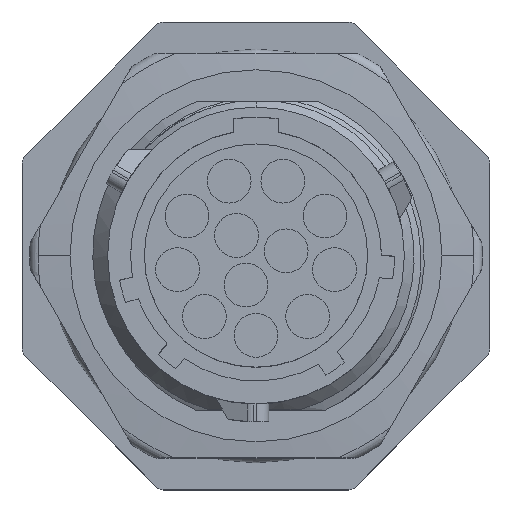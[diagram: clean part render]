
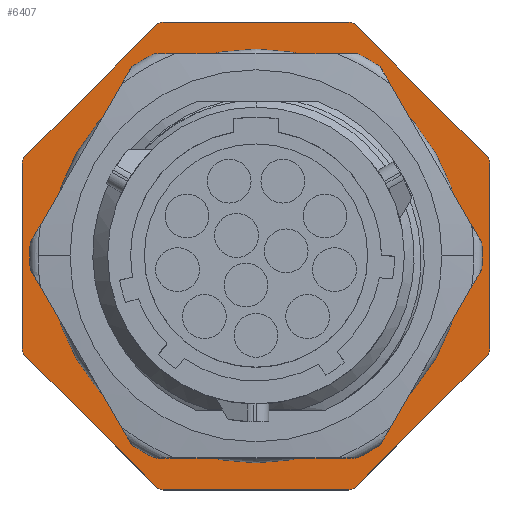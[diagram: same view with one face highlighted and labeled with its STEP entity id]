
A CAD part, top view. The second image highlights one B-rep face of the part: STEP entity #6407.
In plain terms, the highlighted planar face has unit normal (0, 0, 1).
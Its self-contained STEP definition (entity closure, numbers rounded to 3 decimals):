
#1218=CARTESIAN_POINT('',(6.917,16.7,1.7));
#1219=DIRECTION('',(0.,0.,1.));
#1220=DIRECTION('',(0.707,0.707,0.));
#1221=AXIS2_PLACEMENT_3D('',#1218,#1219,#1220);
#1236=CARTESIAN_POINT('',(16.7,6.917,1.7));
#1237=DIRECTION('',(0.,0.,1.));
#1238=DIRECTION('',(1.,0.,0.));
#1239=AXIS2_PLACEMENT_3D('',#1236,#1237,#1238);
#1254=CARTESIAN_POINT('',(16.7,-6.917,1.7));
#1255=DIRECTION('',(0.,0.,1.));
#1256=DIRECTION('',(0.707,-0.707,0.));
#1257=AXIS2_PLACEMENT_3D('',#1254,#1255,#1256);
#1272=CARTESIAN_POINT('',(6.917,-16.7,1.7));
#1273=DIRECTION('',(0.,0.,1.));
#1274=DIRECTION('',(0.,-1.,0.));
#1275=AXIS2_PLACEMENT_3D('',#1272,#1273,#1274);
#1290=CARTESIAN_POINT('',(-6.917,-16.7,1.7));
#1291=DIRECTION('',(0.,0.,1.));
#1292=DIRECTION('',(-0.707,-0.707,0.));
#1293=AXIS2_PLACEMENT_3D('',#1290,#1291,#1292);
#1308=CARTESIAN_POINT('',(-16.7,-6.917,1.7));
#1309=DIRECTION('',(0.,0.,1.));
#1310=DIRECTION('',(-1.,0.,0.));
#1311=AXIS2_PLACEMENT_3D('',#1308,#1309,#1310);
#1326=CARTESIAN_POINT('',(-16.7,6.917,1.7));
#1327=DIRECTION('',(0.,0.,1.));
#1328=DIRECTION('',(-0.707,0.707,0.));
#1329=AXIS2_PLACEMENT_3D('',#1326,#1327,#1328);
#1344=CARTESIAN_POINT('',(-6.917,16.7,1.7));
#1345=DIRECTION('',(0.,0.,1.));
#1346=DIRECTION('',(0.,1.,0.));
#1347=AXIS2_PLACEMENT_3D('',#1344,#1345,#1346);
#1358=DIRECTION('',(0.707,-0.707,0.));
#1359=VECTOR('',#1358,13.835);
#1360=CARTESIAN_POINT('',(7.448,17.23,1.7));
#1361=LINE('',#1360,#1359);
#1362=DIRECTION('',(0.,-1.,0.));
#1363=VECTOR('',#1362,13.835);
#1364=CARTESIAN_POINT('',(17.45,6.917,1.7));
#1365=LINE('',#1364,#1363);
#1366=DIRECTION('',(-0.707,-0.707,0.));
#1367=VECTOR('',#1366,13.835);
#1368=CARTESIAN_POINT('',(17.23,-7.448,1.7));
#1369=LINE('',#1368,#1367);
#1370=DIRECTION('',(-1.,0.,0.));
#1371=VECTOR('',#1370,13.835);
#1372=CARTESIAN_POINT('',(6.917,-17.45,1.7));
#1373=LINE('',#1372,#1371);
#1374=DIRECTION('',(-0.707,0.707,0.));
#1375=VECTOR('',#1374,13.835);
#1376=CARTESIAN_POINT('',(-7.448,-17.23,1.7));
#1377=LINE('',#1376,#1375);
#1378=DIRECTION('',(0.,1.,0.));
#1379=VECTOR('',#1378,13.835);
#1380=CARTESIAN_POINT('',(-17.45,-6.917,1.7));
#1381=LINE('',#1380,#1379);
#1382=DIRECTION('',(0.707,0.707,0.));
#1383=VECTOR('',#1382,13.835);
#1384=CARTESIAN_POINT('',(-17.23,7.448,1.7));
#1385=LINE('',#1384,#1383);
#1386=DIRECTION('',(1.,0.,0.));
#1387=VECTOR('',#1386,13.835);
#1388=CARTESIAN_POINT('',(-6.917,17.45,1.7));
#1389=LINE('',#1388,#1387);
#1390=CARTESIAN_POINT('',(0.,0.,1.7));
#1391=DIRECTION('',(0.,0.,1.));
#1392=DIRECTION('',(-1.,0.,0.));
#1393=AXIS2_PLACEMENT_3D('',#1390,#1391,#1392);
#1395=CARTESIAN_POINT('',(0.,0.,1.7));
#1396=DIRECTION('',(0.,0.,1.));
#1397=DIRECTION('',(1.,0.,0.));
#1398=AXIS2_PLACEMENT_3D('',#1395,#1396,#1397);
#4383=CARTESIAN_POINT('',(7.448,17.23,1.7));
#4385=VERTEX_POINT('',#4383);
#4386=CARTESIAN_POINT('',(6.917,17.45,1.7));
#4387=VERTEX_POINT('',#4386);
#4391=CARTESIAN_POINT('',(17.45,6.917,1.7));
#4393=VERTEX_POINT('',#4391);
#4394=CARTESIAN_POINT('',(17.23,7.448,1.7));
#4395=VERTEX_POINT('',#4394);
#4399=CARTESIAN_POINT('',(17.23,-7.448,1.7));
#4401=VERTEX_POINT('',#4399);
#4402=CARTESIAN_POINT('',(17.45,-6.917,1.7));
#4403=VERTEX_POINT('',#4402);
#4407=CARTESIAN_POINT('',(-6.917,17.45,1.7));
#4409=VERTEX_POINT('',#4407);
#4410=CARTESIAN_POINT('',(-7.448,17.23,1.7));
#4411=VERTEX_POINT('',#4410);
#4415=CARTESIAN_POINT('',(6.917,-17.45,1.7));
#4417=VERTEX_POINT('',#4415);
#4418=CARTESIAN_POINT('',(7.448,-17.23,1.7));
#4419=VERTEX_POINT('',#4418);
#4423=CARTESIAN_POINT('',(-7.448,-17.23,1.7));
#4425=VERTEX_POINT('',#4423);
#4426=CARTESIAN_POINT('',(-6.917,-17.45,1.7));
#4427=VERTEX_POINT('',#4426);
#4431=CARTESIAN_POINT('',(-17.45,-6.917,1.7));
#4433=VERTEX_POINT('',#4431);
#4434=CARTESIAN_POINT('',(-17.23,-7.448,1.7));
#4435=VERTEX_POINT('',#4434);
#4439=CARTESIAN_POINT('',(-17.23,7.448,1.7));
#4441=VERTEX_POINT('',#4439);
#4442=CARTESIAN_POINT('',(-17.45,6.917,1.7));
#4443=VERTEX_POINT('',#4442);
#4704=CARTESIAN_POINT('',(-14.955,0.,1.7));
#4705=CARTESIAN_POINT('',(14.955,0.,1.7));
#4706=VERTEX_POINT('',#4704);
#4707=VERTEX_POINT('',#4705);
#6378=CARTESIAN_POINT('',(0.,0.,1.7));
#6379=DIRECTION('',(0.,0.,-1.));
#6380=DIRECTION('',(0.,-1.,0.));
#6381=AXIS2_PLACEMENT_3D('',#6378,#6379,#6380);
#6382=PLANE('',#6381);
#6383=ORIENTED_EDGE('',*,*,#6161,.F.);
#6384=ORIENTED_EDGE('',*,*,#6178,.T.);
#6385=ORIENTED_EDGE('',*,*,#6190,.F.);
#6386=ORIENTED_EDGE('',*,*,#6206,.T.);
#6387=ORIENTED_EDGE('',*,*,#6218,.F.);
#6388=ORIENTED_EDGE('',*,*,#6234,.T.);
#6389=ORIENTED_EDGE('',*,*,#6246,.F.);
#6390=ORIENTED_EDGE('',*,*,#6262,.T.);
#6391=ORIENTED_EDGE('',*,*,#6274,.F.);
#6392=ORIENTED_EDGE('',*,*,#6290,.T.);
#6393=ORIENTED_EDGE('',*,*,#6302,.F.);
#6394=ORIENTED_EDGE('',*,*,#6318,.T.);
#6395=ORIENTED_EDGE('',*,*,#6330,.F.);
#6396=ORIENTED_EDGE('',*,*,#6344,.T.);
#6397=ORIENTED_EDGE('',*,*,#6358,.F.);
#6398=ORIENTED_EDGE('',*,*,#6371,.T.);
#6399=EDGE_LOOP('',(#6383,#6384,#6385,#6386,#6387,#6388,#6389,#6390,#6391,#6392,
#6393,#6394,#6395,#6396,#6397,#6398));
#6400=FACE_OUTER_BOUND('',#6399,.F.);
#6402=ORIENTED_EDGE('',*,*,#6401,.T.);
#6404=ORIENTED_EDGE('',*,*,#6403,.T.);
#6405=EDGE_LOOP('',(#6402,#6404));
#6406=FACE_BOUND('',#6405,.F.);
#6407=ADVANCED_FACE('',(#6400,#6406),#6382,.F.);
#1222=CIRCLE('',#1221,0.75);
#1240=CIRCLE('',#1239,0.75);
#1258=CIRCLE('',#1257,0.75);
#1276=CIRCLE('',#1275,0.75);
#1294=CIRCLE('',#1293,0.75);
#1312=CIRCLE('',#1311,0.75);
#1330=CIRCLE('',#1329,0.75);
#1348=CIRCLE('',#1347,0.75);
#1394=CIRCLE('',#1393,14.955);
#1399=CIRCLE('',#1398,14.955);
#6161=EDGE_CURVE('',#4385,#4387,#1222,.T.);
#6178=EDGE_CURVE('',#4385,#4395,#1361,.T.);
#6190=EDGE_CURVE('',#4393,#4395,#1240,.T.);
#6206=EDGE_CURVE('',#4393,#4403,#1365,.T.);
#6218=EDGE_CURVE('',#4401,#4403,#1258,.T.);
#6234=EDGE_CURVE('',#4401,#4419,#1369,.T.);
#6246=EDGE_CURVE('',#4417,#4419,#1276,.T.);
#6262=EDGE_CURVE('',#4417,#4427,#1373,.T.);
#6274=EDGE_CURVE('',#4425,#4427,#1294,.T.);
#6290=EDGE_CURVE('',#4425,#4435,#1377,.T.);
#6302=EDGE_CURVE('',#4433,#4435,#1312,.T.);
#6318=EDGE_CURVE('',#4433,#4443,#1381,.T.);
#6330=EDGE_CURVE('',#4441,#4443,#1330,.T.);
#6344=EDGE_CURVE('',#4441,#4411,#1385,.T.);
#6358=EDGE_CURVE('',#4409,#4411,#1348,.T.);
#6371=EDGE_CURVE('',#4409,#4387,#1389,.T.);
#6401=EDGE_CURVE('',#4706,#4707,#1394,.T.);
#6403=EDGE_CURVE('',#4707,#4706,#1399,.T.);
